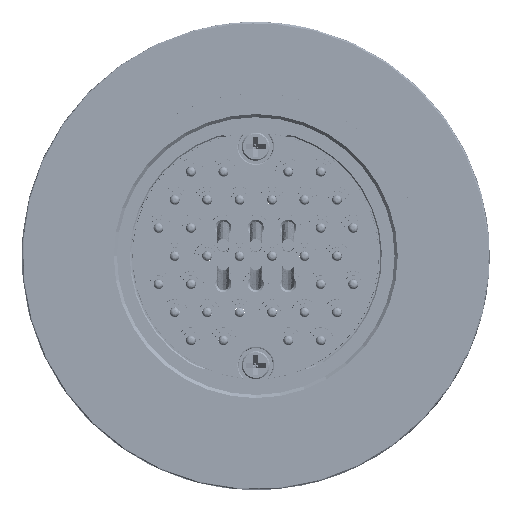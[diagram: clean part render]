
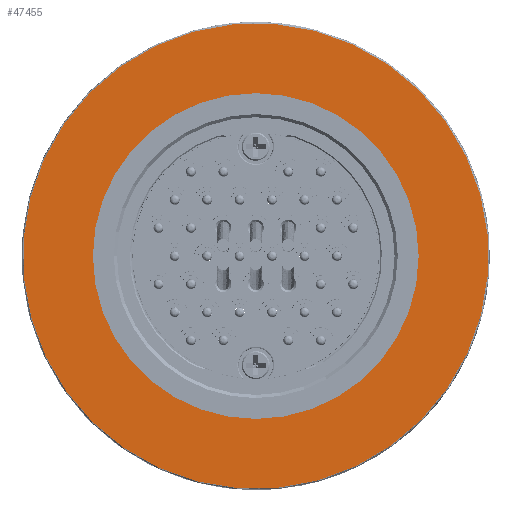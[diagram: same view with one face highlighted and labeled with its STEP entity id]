
A CAD part, top view. The second image highlights one B-rep face of the part: STEP entity #47455.
In plain terms, the highlighted planar face has unit normal (0, 0, 1).
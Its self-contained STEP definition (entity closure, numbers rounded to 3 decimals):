
#2945 = EDGE_LOOP ( 'NONE', ( #29865 ) ) ;
#8426 = AXIS2_PLACEMENT_3D ( 'NONE', #9189, #32814, #37273 ) ;
#9189 = CARTESIAN_POINT ( 'NONE',  ( 0., 0., 0. ) ) ;
#9492 = EDGE_CURVE ( 'NONE', #41441, #47730, #11148, .T. ) ;
#11148 = CIRCLE ( 'NONE', #49440, 37.3 ) ;
#13324 = CIRCLE ( 'NONE', #67009, 26.1 ) ;
#14985 = DIRECTION ( 'NONE',  ( 0., 0., 1. ) ) ;
#20778 = FACE_BOUND ( 'NONE', #2945, .T. ) ;
#22214 = CARTESIAN_POINT ( 'NONE',  ( 0., 0., 0. ) ) ;
#25594 = DIRECTION ( 'NONE',  ( -1., 0., 0. ) ) ;
#26984 = CARTESIAN_POINT ( 'NONE',  ( -26.1, 0., 0. ) ) ;
#29386 = ORIENTED_EDGE ( 'NONE', *, *, #9492, .T. ) ;
#29458 = DIRECTION ( 'NONE',  ( -1., 0., 0. ) ) ;
#29865 = ORIENTED_EDGE ( 'NONE', *, *, #62618, .T. ) ;
#32814 = DIRECTION ( 'NONE',  ( 0., 0., -1. ) ) ;
#37273 = DIRECTION ( 'NONE',  ( -1., 0., 0. ) ) ;
#38608 = CARTESIAN_POINT ( 'NONE',  ( 2.9, 37.187, 0. ) ) ;
#39296 = CARTESIAN_POINT ( 'NONE',  ( 3.058, 37.174, 0. ) ) ;
#39328 = ORIENTED_EDGE ( 'NONE', *, *, #54501, .T. ) ;
#40416 = DIRECTION ( 'NONE',  ( 0., 0., 1. ) ) ;
#41441 = VERTEX_POINT ( 'NONE', #38608 ) ;
#45541 = CARTESIAN_POINT ( 'NONE',  ( 0., 0., 0. ) ) ;
#46516 = FACE_OUTER_BOUND ( 'NONE', #59256, .T. ) ;
#47455 = ADVANCED_FACE ( 'NONE', ( #46516, #20778 ), #62599, .F. ) ;
#47730 = VERTEX_POINT ( 'NONE', #39296 ) ;
#48959 = DIRECTION ( 'NONE',  ( 0., 0., -1. ) ) ;
#49440 = AXIS2_PLACEMENT_3D ( 'NONE', #45541, #40416, #29458 ) ;
#54501 = EDGE_CURVE ( 'NONE', #47730, #41441, #64265, .T. ) ;
#55532 = CARTESIAN_POINT ( 'NONE',  ( 0., 0., 0. ) ) ;
#58189 = DIRECTION ( 'NONE',  ( -1., 0., 0. ) ) ;
#59256 = EDGE_LOOP ( 'NONE', ( #39328, #29386 ) ) ;
#60968 = AXIS2_PLACEMENT_3D ( 'NONE', #55532, #14985, #25594 ) ;
#62599 = PLANE ( 'NONE',  #8426 ) ;
#62618 = EDGE_CURVE ( 'NONE', #64324, #64324, #13324, .T. ) ;
#64265 = CIRCLE ( 'NONE', #60968, 37.3 ) ;
#64324 = VERTEX_POINT ( 'NONE', #26984 ) ;
#67009 = AXIS2_PLACEMENT_3D ( 'NONE', #22214, #48959, #58189 ) ;
